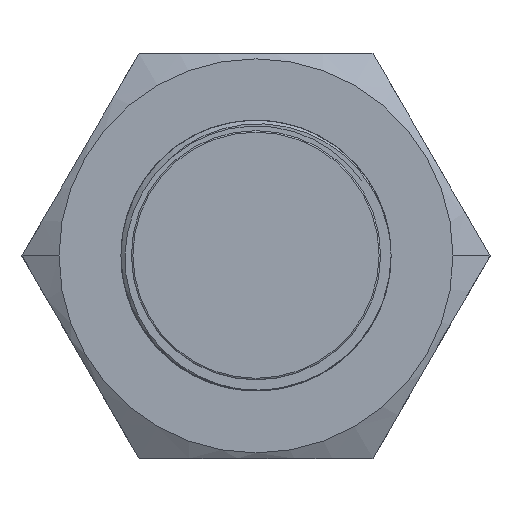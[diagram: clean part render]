
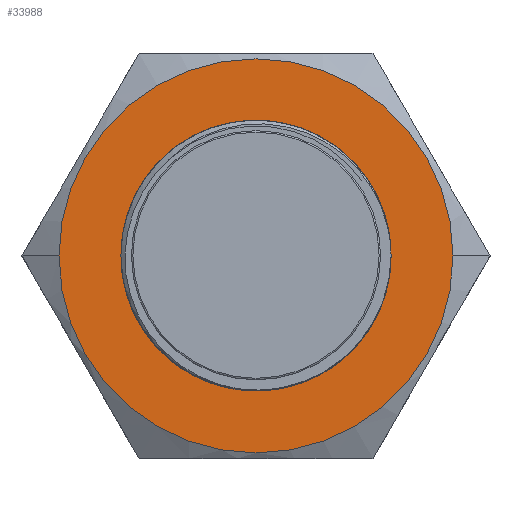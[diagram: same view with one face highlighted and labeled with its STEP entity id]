
A CAD part, top view. The second image highlights one B-rep face of the part: STEP entity #33988.
In plain terms, the highlighted planar face has unit normal (0, 0, 1).
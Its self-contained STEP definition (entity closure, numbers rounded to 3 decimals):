
#2607=CARTESIAN_POINT('',(-18.706,15.588,
-24.));
#2608=DIRECTION('',(0.,0.,-1.));
#2609=DIRECTION('',(1.,0.,0.));
#2610=AXIS2_PLACEMENT_3D('',#2607,#2608,#2609);
#2612=CARTESIAN_POINT('',(-18.706,15.588,
-24.));
#2613=DIRECTION('',(0.,0.,-1.));
#2614=DIRECTION('',(-1.,0.,0.));
#2615=AXIS2_PLACEMENT_3D('',#2612,#2613,#2614);
#2617=CARTESIAN_POINT('',(-25.505,20.877,-24.));
#2618=CARTESIAN_POINT('',(-25.711,20.622,-24.));
#2619=CARTESIAN_POINT('',(-26.093,20.089,-24.));
#2620=CARTESIAN_POINT('',(-26.58,19.218,-24.));
#2621=CARTESIAN_POINT('',(-26.975,18.266,-24.));
#2622=CARTESIAN_POINT('',(-27.256,17.254,-24.));
#2623=CARTESIAN_POINT('',(-27.414,16.242,-24.));
#2624=CARTESIAN_POINT('',(-27.455,15.162,-24.));
#2625=CARTESIAN_POINT('',(-27.344,13.957,-24.));
#2626=CARTESIAN_POINT('',(-27.005,12.564,-24.));
#2627=CARTESIAN_POINT('',(-26.367,11.133,-24.));
#2628=CARTESIAN_POINT('',(-25.515,9.881,-24.));
#2629=CARTESIAN_POINT('',(-24.58,8.903,-24.));
#2630=CARTESIAN_POINT('',(-23.647,8.163,-24.));
#2631=CARTESIAN_POINT('',(-22.704,7.594,-24.));
#2632=CARTESIAN_POINT('',(-21.727,7.154,-24.));
#2633=CARTESIAN_POINT('',(-20.68,6.825,-24.));
#2634=CARTESIAN_POINT('',(-19.605,6.631,-24.));
#2635=CARTESIAN_POINT('',(-18.881,6.59,-24.));
#2636=CARTESIAN_POINT('',(-18.516,6.59,-24.));
#2638=CARTESIAN_POINT('',(-9.716,16.009,-24.));
#2639=CARTESIAN_POINT('',(-9.749,16.502,-24.));
#2640=CARTESIAN_POINT('',(-9.892,17.464,-24.));
#2641=CARTESIAN_POINT('',(-10.333,18.854,-24.));
#2642=CARTESIAN_POINT('',(-10.981,20.129,-24.));
#2643=CARTESIAN_POINT('',(-11.828,21.301,-24.));
#2644=CARTESIAN_POINT('',(-12.891,22.345,-24.));
#2645=CARTESIAN_POINT('',(-14.112,23.191,-24.));
#2646=CARTESIAN_POINT('',(-15.313,23.762,-24.));
#2647=CARTESIAN_POINT('',(-16.583,24.161,-24.));
#2648=CARTESIAN_POINT('',(-17.987,24.369,-24.));
#2649=CARTESIAN_POINT('',(-19.433,24.345,-24.));
#2650=CARTESIAN_POINT('',(-20.849,24.082,-24.));
#2651=CARTESIAN_POINT('',(-22.134,23.614,-24.));
#2652=CARTESIAN_POINT('',(-23.245,23.01,-24.));
#2653=CARTESIAN_POINT('',(-24.165,22.324,-24.));
#2654=CARTESIAN_POINT('',(-24.91,21.614,-24.));
#2655=CARTESIAN_POINT('',(-25.32,21.123,-24.));
#2656=CARTESIAN_POINT('',(-25.505,20.877,-24.));
#8831=CARTESIAN_POINT('',(-18.706,15.588,-24.));
#8832=DIRECTION('',(0.,0.,-1.));
#8833=DIRECTION('',(0.999,0.047,0.));
#8834=AXIS2_PLACEMENT_3D('',#8831,#8832,#8833);
#16252=CARTESIAN_POINT('',(-5.581,15.588,
-24.));
#16253=CARTESIAN_POINT('',(-31.831,15.588,
-24.));
#16254=VERTEX_POINT('',#16252);
#16255=VERTEX_POINT('',#16253);
#19510=VERTEX_POINT('',#2617);
#19511=VERTEX_POINT('',#2636);
#19512=VERTEX_POINT('',#2638);
#33970=CARTESIAN_POINT('',(-26.5,29.088,-24.));
#33971=DIRECTION('',(0.,0.,1.));
#33972=DIRECTION('',(-1.,0.,0.));
#33973=AXIS2_PLACEMENT_3D('',#33970,#33971,#33972);
#33974=PLANE('',#33973);
#33976=ORIENTED_EDGE('',*,*,#33975,.T.);
#33978=ORIENTED_EDGE('',*,*,#33977,.T.);
#33979=EDGE_LOOP('',(#33976,#33978));
#33980=FACE_OUTER_BOUND('',#33979,.F.);
#33982=ORIENTED_EDGE('',*,*,#33981,.T.);
#33984=ORIENTED_EDGE('',*,*,#33983,.F.);
#33985=ORIENTED_EDGE('',*,*,#26799,.T.);
#33986=EDGE_LOOP('',(#33982,#33984,#33985));
#33987=FACE_BOUND('',#33986,.F.);
#33988=ADVANCED_FACE('',(#33980,#33987),#33974,.T.);
#2611=CIRCLE('',#2610,13.125);
#2616=CIRCLE('',#2615,13.125);
#2637=B_SPLINE_CURVE_WITH_KNOTS('',3,(#2617,#2618,#2619,#2620,#2621,#2622,#2623,
#2624,#2625,#2626,#2627,#2628,#2629,#2630,#2631,#2632,#2633,#2634,#2635,#2636),
.UNSPECIFIED.,.F.,.F.,(4,1,1,1,1,1,1,1,1,1,1,1,1,1,1,1,1,4),(0.,
0.059,0.118,0.176,0.235,
0.294,0.353,0.412,0.471,
0.529,0.588,0.647,0.706,
0.765,0.824,0.882,0.941,1.),
.UNSPECIFIED.);
#2657=B_SPLINE_CURVE_WITH_KNOTS('',3,(#2638,#2639,#2640,#2641,#2642,#2643,#2644,
#2645,#2646,#2647,#2648,#2649,#2650,#2651,#2652,#2653,#2654,#2655,#2656),
.UNSPECIFIED.,.F.,.F.,(4,1,1,1,1,1,1,1,1,1,1,1,1,1,1,1,4),(0.,0.063,0.125,
0.188,0.25,0.313,0.375,0.438,0.5,0.563,0.625,0.688,
0.75,0.813,0.875,0.938,1.),.UNSPECIFIED.);
#8835=CIRCLE('',#8834,9.);
#26799=EDGE_CURVE('',#19512,#19510,#2657,.T.);
#33975=EDGE_CURVE('',#16254,#16255,#2611,.T.);
#33977=EDGE_CURVE('',#16255,#16254,#2616,.T.);
#33981=EDGE_CURVE('',#19510,#19511,#2637,.T.);
#33983=EDGE_CURVE('',#19512,#19511,#8835,.T.);
